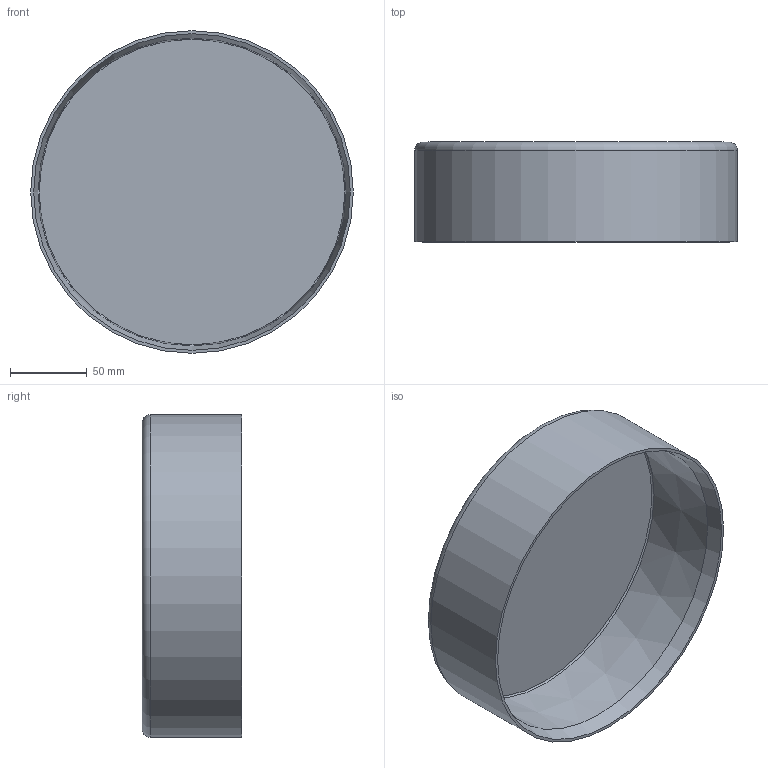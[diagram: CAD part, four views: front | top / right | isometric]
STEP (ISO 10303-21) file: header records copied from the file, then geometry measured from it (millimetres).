
FILE_DESCRIPTION(/* description */ (''),/* implementation_level */ '2;1');
FILE_NAME(/* name */ '223630 KGK Kappe DN_OD 200.stp',/* time_stamp */ '2017-04-18T16:44:32+02:00',/* author */ ('user1'),/* organization */ (''),/* preprocessor_version */ 'ST-DEVELOPER v16.1',/* originating_system */ 'Autodesk Inventor 2016',/* authorisation */ '');
FILE_SCHEMA (('AUTOMOTIVE_DESIGN { 1 0 10303 214 3 1 1 }'));
Length unit declared in the file: millimetre
Products named in the file (1): 223630 KGK Kappe DN_OD 200
Bounding box: 210 x 65 x 210 mm (x, y, z)
Volume: 321227.6 mm3; surface area: 147152.5 mm2
Topology: 1 solids, 1 shells, 8 faces, 12 edges, 7 vertices
Faces by surface type: plane 3, torus 2, cone 2, cylinder 1
Full cylindrical faces by diameter (mm): 210 x1
Entity records: 178 total; most frequent: DIRECTION 32, CARTESIAN_POINT 23, AXIS2_PLACEMENT_3D 16, EDGE_LOOP 14, ORIENTED_EDGE 14, FACE_OUTER_BOUND 8, ADVANCED_FACE 8, CIRCLE 7
